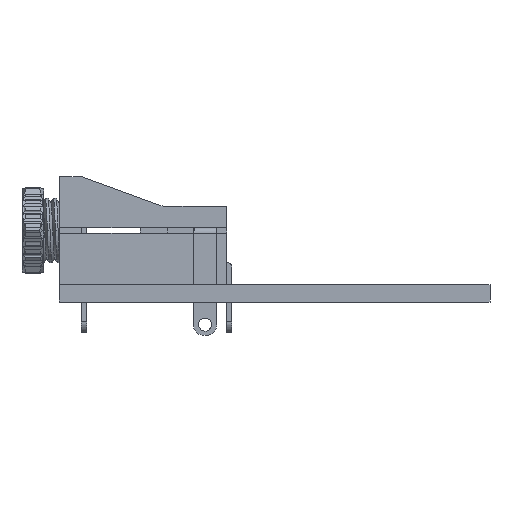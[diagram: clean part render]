
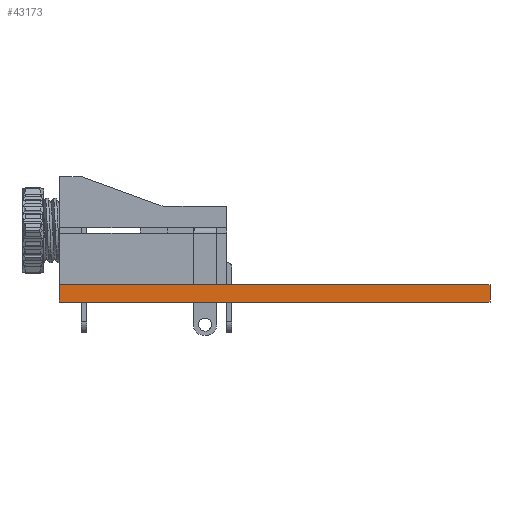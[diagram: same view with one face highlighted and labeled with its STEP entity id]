
A CAD part, front view. The second image highlights one B-rep face of the part: STEP entity #43173.
In plain terms, the highlighted planar face has unit normal (0, -1, 0).
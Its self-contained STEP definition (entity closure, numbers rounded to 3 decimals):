
#43173 = ADVANCED_FACE('',(#43174),#43188,.F.);
#43174 = FACE_BOUND('',#43175,.F.);
#43175 = EDGE_LOOP('',(#43176,#43211,#43239,#43267));
#43176 = ORIENTED_EDGE('',*,*,#43177,.T.);
#43177 = EDGE_CURVE('',#43178,#43180,#43182,.T.);
#43178 = VERTEX_POINT('',#43179);
#43179 = CARTESIAN_POINT('',(-20.,-110.,0.));
#43180 = VERTEX_POINT('',#43181);
#43181 = CARTESIAN_POINT('',(-20.,-110.,1.6));
#43182 = SURFACE_CURVE('',#43183,(#43187,#43199),.PCURVE_S1.);
#43183 = LINE('',#43184,#43185);
#43184 = CARTESIAN_POINT('',(-20.,-110.,0.));
#43185 = VECTOR('',#43186,1.);
#43186 = DIRECTION('',(0.,0.,1.));
#43187 = PCURVE('',#43188,#43193);
#43188 = PLANE('',#43189);
#43189 = AXIS2_PLACEMENT_3D('',#43190,#43191,#43192);
#43190 = CARTESIAN_POINT('',(-20.,-110.,0.));
#43191 = DIRECTION('',(0.,1.,0.));
#43192 = DIRECTION('',(1.,0.,0.));
#43193 = DEFINITIONAL_REPRESENTATION('',(#43194),#43198);
#43194 = LINE('',#43195,#43196);
#43195 = CARTESIAN_POINT('',(0.,0.));
#43196 = VECTOR('',#43197,1.);
#43197 = DIRECTION('',(0.,-1.));
#43198 = ( GEOMETRIC_REPRESENTATION_CONTEXT(2) 
PARAMETRIC_REPRESENTATION_CONTEXT() REPRESENTATION_CONTEXT('2D SPACE',''
  ) );
#43199 = PCURVE('',#43200,#43205);
#43200 = PLANE('',#43201);
#43201 = AXIS2_PLACEMENT_3D('',#43202,#43203,#43204);
#43202 = CARTESIAN_POINT('',(-20.,-0.,0.));
#43203 = DIRECTION('',(1.,0.,-0.));
#43204 = DIRECTION('',(0.,-1.,0.));
#43205 = DEFINITIONAL_REPRESENTATION('',(#43206),#43210);
#43206 = LINE('',#43207,#43208);
#43207 = CARTESIAN_POINT('',(110.,0.));
#43208 = VECTOR('',#43209,1.);
#43209 = DIRECTION('',(0.,-1.));
#43210 = ( GEOMETRIC_REPRESENTATION_CONTEXT(2) 
PARAMETRIC_REPRESENTATION_CONTEXT() REPRESENTATION_CONTEXT('2D SPACE',''
  ) );
#43211 = ORIENTED_EDGE('',*,*,#43212,.T.);
#43212 = EDGE_CURVE('',#43180,#43213,#43215,.T.);
#43213 = VERTEX_POINT('',#43214);
#43214 = CARTESIAN_POINT('',(20.,-110.,1.6));
#43215 = SURFACE_CURVE('',#43216,(#43220,#43227),.PCURVE_S1.);
#43216 = LINE('',#43217,#43218);
#43217 = CARTESIAN_POINT('',(-20.,-110.,1.6));
#43218 = VECTOR('',#43219,1.);
#43219 = DIRECTION('',(1.,0.,0.));
#43220 = PCURVE('',#43188,#43221);
#43221 = DEFINITIONAL_REPRESENTATION('',(#43222),#43226);
#43222 = LINE('',#43223,#43224);
#43223 = CARTESIAN_POINT('',(0.,-1.6));
#43224 = VECTOR('',#43225,1.);
#43225 = DIRECTION('',(1.,0.));
#43226 = ( GEOMETRIC_REPRESENTATION_CONTEXT(2) 
PARAMETRIC_REPRESENTATION_CONTEXT() REPRESENTATION_CONTEXT('2D SPACE',''
  ) );
#43227 = PCURVE('',#43228,#43233);
#43228 = PLANE('',#43229);
#43229 = AXIS2_PLACEMENT_3D('',#43230,#43231,#43232);
#43230 = CARTESIAN_POINT('',(0.,-55.,1.6));
#43231 = DIRECTION('',(0.,0.,1.));
#43232 = DIRECTION('',(1.,0.,-0.));
#43233 = DEFINITIONAL_REPRESENTATION('',(#43234),#43238);
#43234 = LINE('',#43235,#43236);
#43235 = CARTESIAN_POINT('',(-20.,-55.));
#43236 = VECTOR('',#43237,1.);
#43237 = DIRECTION('',(1.,0.));
#43238 = ( GEOMETRIC_REPRESENTATION_CONTEXT(2) 
PARAMETRIC_REPRESENTATION_CONTEXT() REPRESENTATION_CONTEXT('2D SPACE',''
  ) );
#43239 = ORIENTED_EDGE('',*,*,#43240,.F.);
#43240 = EDGE_CURVE('',#43241,#43213,#43243,.T.);
#43241 = VERTEX_POINT('',#43242);
#43242 = CARTESIAN_POINT('',(20.,-110.,0.));
#43243 = SURFACE_CURVE('',#43244,(#43248,#43255),.PCURVE_S1.);
#43244 = LINE('',#43245,#43246);
#43245 = CARTESIAN_POINT('',(20.,-110.,0.));
#43246 = VECTOR('',#43247,1.);
#43247 = DIRECTION('',(0.,0.,1.));
#43248 = PCURVE('',#43188,#43249);
#43249 = DEFINITIONAL_REPRESENTATION('',(#43250),#43254);
#43250 = LINE('',#43251,#43252);
#43251 = CARTESIAN_POINT('',(40.,0.));
#43252 = VECTOR('',#43253,1.);
#43253 = DIRECTION('',(0.,-1.));
#43254 = ( GEOMETRIC_REPRESENTATION_CONTEXT(2) 
PARAMETRIC_REPRESENTATION_CONTEXT() REPRESENTATION_CONTEXT('2D SPACE',''
  ) );
#43255 = PCURVE('',#43256,#43261);
#43256 = PLANE('',#43257);
#43257 = AXIS2_PLACEMENT_3D('',#43258,#43259,#43260);
#43258 = CARTESIAN_POINT('',(20.,-110.,0.));
#43259 = DIRECTION('',(-1.,0.,0.));
#43260 = DIRECTION('',(0.,1.,0.));
#43261 = DEFINITIONAL_REPRESENTATION('',(#43262),#43266);
#43262 = LINE('',#43263,#43264);
#43263 = CARTESIAN_POINT('',(0.,0.));
#43264 = VECTOR('',#43265,1.);
#43265 = DIRECTION('',(0.,-1.));
#43266 = ( GEOMETRIC_REPRESENTATION_CONTEXT(2) 
PARAMETRIC_REPRESENTATION_CONTEXT() REPRESENTATION_CONTEXT('2D SPACE',''
  ) );
#43267 = ORIENTED_EDGE('',*,*,#43268,.F.);
#43268 = EDGE_CURVE('',#43178,#43241,#43269,.T.);
#43269 = SURFACE_CURVE('',#43270,(#43274,#43281),.PCURVE_S1.);
#43270 = LINE('',#43271,#43272);
#43271 = CARTESIAN_POINT('',(-20.,-110.,0.));
#43272 = VECTOR('',#43273,1.);
#43273 = DIRECTION('',(1.,0.,0.));
#43274 = PCURVE('',#43188,#43275);
#43275 = DEFINITIONAL_REPRESENTATION('',(#43276),#43280);
#43276 = LINE('',#43277,#43278);
#43277 = CARTESIAN_POINT('',(0.,0.));
#43278 = VECTOR('',#43279,1.);
#43279 = DIRECTION('',(1.,0.));
#43280 = ( GEOMETRIC_REPRESENTATION_CONTEXT(2) 
PARAMETRIC_REPRESENTATION_CONTEXT() REPRESENTATION_CONTEXT('2D SPACE',''
  ) );
#43281 = PCURVE('',#43282,#43287);
#43282 = PLANE('',#43283);
#43283 = AXIS2_PLACEMENT_3D('',#43284,#43285,#43286);
#43284 = CARTESIAN_POINT('',(0.,-55.,0.));
#43285 = DIRECTION('',(0.,0.,1.));
#43286 = DIRECTION('',(1.,0.,-0.));
#43287 = DEFINITIONAL_REPRESENTATION('',(#43288),#43292);
#43288 = LINE('',#43289,#43290);
#43289 = CARTESIAN_POINT('',(-20.,-55.));
#43290 = VECTOR('',#43291,1.);
#43291 = DIRECTION('',(1.,0.));
#43292 = ( GEOMETRIC_REPRESENTATION_CONTEXT(2) 
PARAMETRIC_REPRESENTATION_CONTEXT() REPRESENTATION_CONTEXT('2D SPACE',''
  ) );
